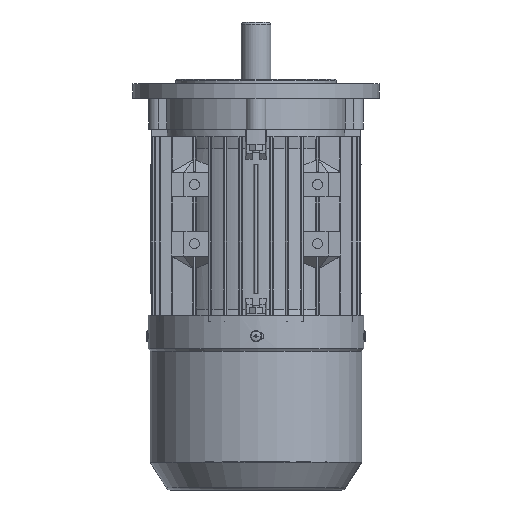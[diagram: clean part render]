
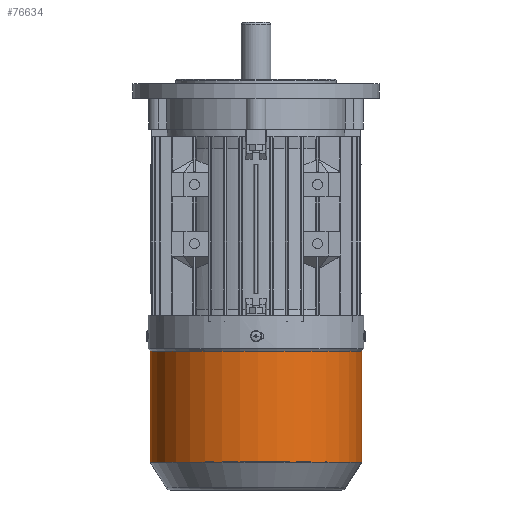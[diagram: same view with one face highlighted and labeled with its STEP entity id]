
A CAD part, front view. The second image highlights one B-rep face of the part: STEP entity #76634.
In plain terms, the highlighted cylindrical face has radius 86 mm (diameter 172 mm), a partial arc.
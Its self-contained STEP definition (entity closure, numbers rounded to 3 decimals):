
#21036 = CARTESIAN_POINT ( 'NONE',  ( 0., 0., 0. ) ) ;
#21037 = AXIS2_PLACEMENT_3D ( 'NONE', #21036, #21101, #21099 ) ;
#21038 = CYLINDRICAL_SURFACE ( 'NONE', #21037, 86. ) ;
#21039 = FACE_OUTER_BOUND ( 'NONE', #76635, .T. ) ;
#21089 = DIRECTION ( 'NONE',  ( 0., 0., -1. ) ) ;
#21090 = DIRECTION ( 'NONE',  ( 1., 0., 0. ) ) ;
#21091 = CARTESIAN_POINT ( 'NONE',  ( -19.712, 0., 0. ) ) ;
#21092 = AXIS2_PLACEMENT_3D ( 'NONE', #21091, #21090, #21089 ) ;
#21093 = CIRCLE ( 'NONE', #21092, 86. ) ;
#21094 = CARTESIAN_POINT ( 'NONE',  ( -19.712, 0., 86. ) ) ;
#21095 = DIRECTION ( 'NONE',  ( 1., 0., 0. ) ) ;
#21096 = VECTOR ( 'NONE', #21095, 1000. ) ;
#21097 = CARTESIAN_POINT ( 'NONE',  ( 0., 0., 86. ) ) ;
#21098 = LINE ( 'NONE', #21097, #21096 ) ;
#21099 = DIRECTION ( 'NONE',  ( 0., 0., -1. ) ) ;
#21101 = DIRECTION ( 'NONE',  ( 1., 0., 0. ) ) ;
#21213 = CARTESIAN_POINT ( 'NONE',  ( -109.667, 0., 86. ) ) ;
#21214 = CARTESIAN_POINT ( 'NONE',  ( -109.667, 0., -86. ) ) ;
#21215 = DIRECTION ( 'NONE',  ( 0., 0., -1. ) ) ;
#21216 = DIRECTION ( 'NONE',  ( 1., 0., 0. ) ) ;
#21217 = CARTESIAN_POINT ( 'NONE',  ( -109.667, 0., 0. ) ) ;
#21218 = AXIS2_PLACEMENT_3D ( 'NONE', #21217, #21216, #21215 ) ;
#21224 = CIRCLE ( 'NONE', #21218, 86. ) ;
#32951 = DIRECTION ( 'NONE',  ( 1., 0., 0. ) ) ;
#32953 = VECTOR ( 'NONE', #32951, 1000. ) ;
#32955 = CARTESIAN_POINT ( 'NONE',  ( 0., 0., -86. ) ) ;
#32956 = LINE ( 'NONE', #32955, #32953 ) ;
#32962 = CARTESIAN_POINT ( 'NONE',  ( -19.712, 0., -86. ) ) ;
#51830 = VERTEX_POINT ( 'NONE', #32962 ) ;
#51832 = ORIENTED_EDGE ( 'NONE', *, *, #51834, .F. ) ;
#51834 = EDGE_CURVE ( 'NONE', #76704, #51830, #32956, .T. ) ;
#76634 = ADVANCED_FACE ( 'NONE', ( #21039 ), #21038, .T. ) ;
#76635 = EDGE_LOOP ( 'NONE', ( #76636, #76637, #76640, #51832 ) ) ;
#76636 = ORIENTED_EDGE ( 'NONE', *, *, #76703, .T. ) ;
#76637 = ORIENTED_EDGE ( 'NONE', *, *, #76638, .T. ) ;
#76638 = EDGE_CURVE ( 'NONE', #76705, #76639, #21098, .T. ) ;
#76639 = VERTEX_POINT ( 'NONE', #21094 ) ;
#76640 = ORIENTED_EDGE ( 'NONE', *, *, #76641, .F. ) ;
#76641 = EDGE_CURVE ( 'NONE', #51830, #76639, #21093, .T. ) ;
#76703 = EDGE_CURVE ( 'NONE', #76704, #76705, #21224, .T. ) ;
#76704 = VERTEX_POINT ( 'NONE', #21214 ) ;
#76705 = VERTEX_POINT ( 'NONE', #21213 ) ;
